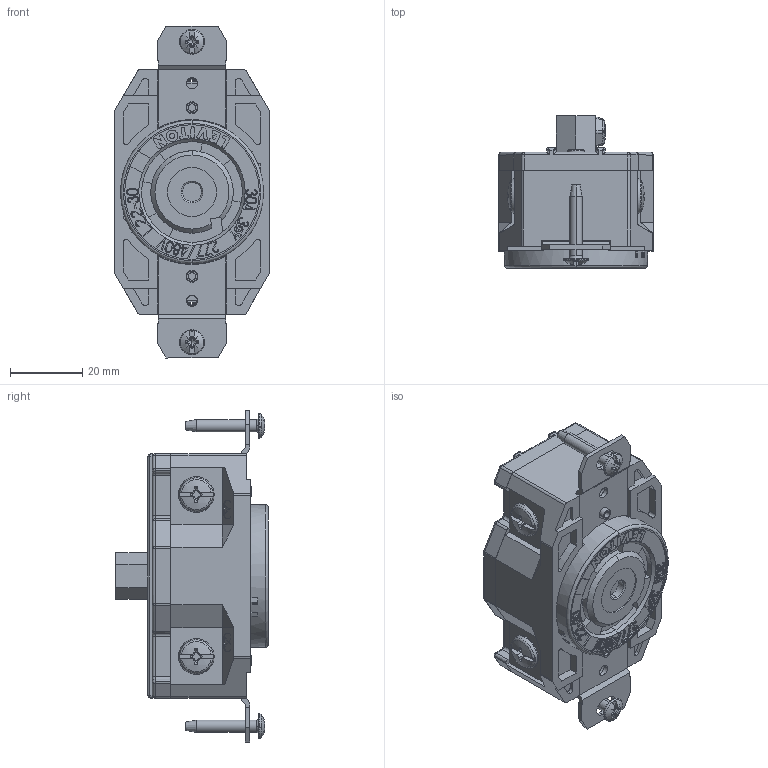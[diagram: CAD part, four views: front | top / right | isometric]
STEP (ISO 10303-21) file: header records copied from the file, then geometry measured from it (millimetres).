
FILE_DESCRIPTION (( 'STEP AP214' ), '1' );
FILE_NAME ('CATSTD-02820-000-M05.STEP', '2020-03-20T18:40:40', ( '' ), ( '' ), 'SwSTEP 2.0', 'SolidWorks 2017', '' );
FILE_SCHEMA (( 'AUTOMOTIVE_DESIGN' ));
Length unit declared in the file: inch
Products named in the file (1): CATSTD-02820-000-M05
Bounding box: 42.85 x 42.24 x 92.08 mm (x, y, z)
Surface area: 21173.5 mm2 (no closed solid volume)
Topology: 0 solids, 21 shells, 1073 faces, 3359 edges, 2289 vertices
Faces by surface type: plane 591, cylinder 268, cone 112, torus 49, bspline 33, sphere 20
Entity records: 53676 total; most frequent: CARTESIAN_POINT 10515, ORIENTED_EDGE 6037, DIRECTION 5872, EDGE_CURVE 3335, VERTEX_POINT 2289, AXIS2_PLACEMENT_3D 1986, VECTOR 1900, LINE 1900
